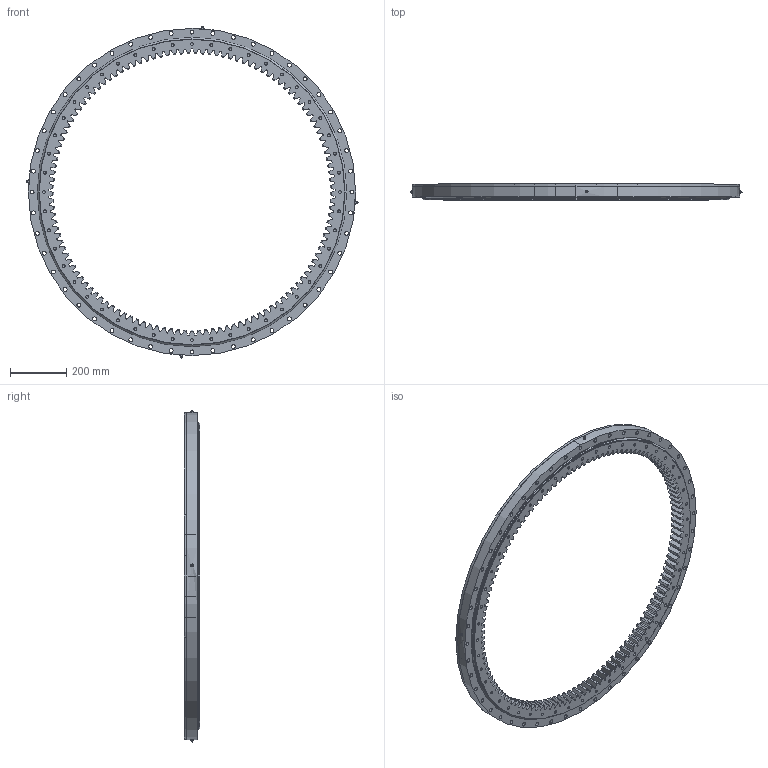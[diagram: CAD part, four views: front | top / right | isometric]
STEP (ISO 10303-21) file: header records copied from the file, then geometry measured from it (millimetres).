
FILE_DESCRIPTION (( 'STEP AP203' ), '1' );
FILE_NAME ('32-1091-01.STEP', '2017-12-28T11:00:29', ( 'defontaine' ), ( 'Hewlett-Packard Company' ), 'SwSTEP 2.0', 'SolidWorks 2016', '' );
FILE_SCHEMA (( 'CONFIG_CONTROL_DESIGN' ));
Products named in the file (1): 32-1091-01
Bounding box: 1183.06 x 56 x 1183.06 mm (x, y, z)
Volume: 11063233.4 mm3; surface area: 1739247 mm2
Topology: 9 solids, 9 shells, 1196 faces, 3353 edges, 2143 vertices
Faces by surface type: cylinder 477, cone 379, plane 304, torus 26, sphere 10
Entity records: 39361 total; most frequent: CARTESIAN_POINT 8605, ORIENTED_EDGE 6504, DIRECTION 6438, EDGE_CURVE 3252, AXIS2_PLACEMENT_3D 2505, VERTEX_POINT 2140, LINE 1428, VECTOR 1428
